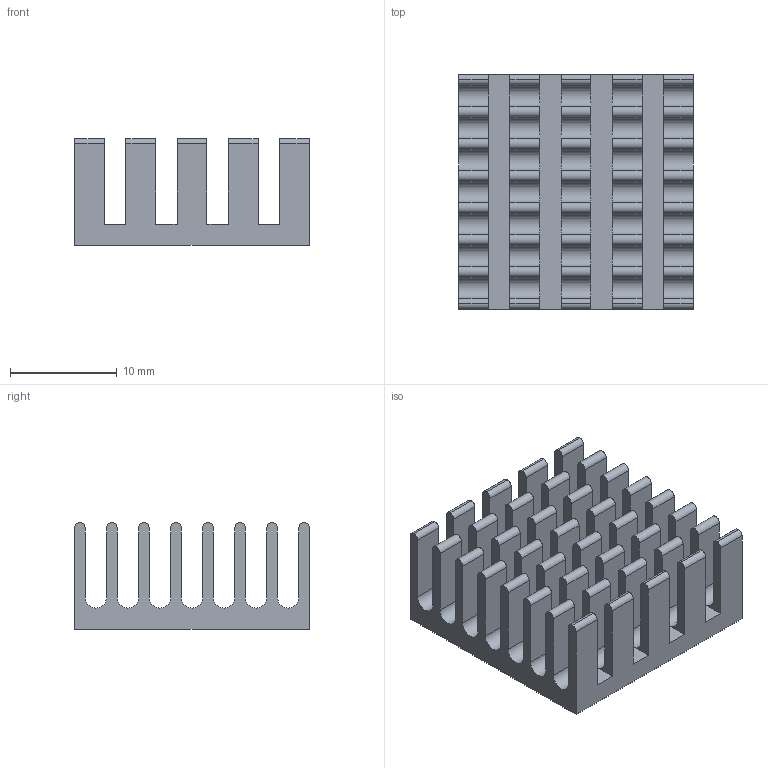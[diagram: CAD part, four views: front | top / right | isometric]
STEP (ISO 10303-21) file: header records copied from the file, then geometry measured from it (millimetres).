
FILE_DESCRIPTION(('CATIA V5 STEP Exchange','CAx-IF Rec.Pracs.--- Model Styling and Organization---1.4--- 2014-01-23'),'2;1');
FILE_NAME('22mm-22mm-10mm heatsink.stp','2023-07-23T11:00:10+00:00',('none'),('none'),'CATIA Version 5-6 Release 2017','CATIA V5 STEP AP214','none');
FILE_SCHEMA(('AUTOMOTIVE_DESIGN { 1 0 10303 214 1 1 1 1 }'));
Length unit declared in the file: millimetre
Products named in the file (1): 22mm×22mm×10mm heatsink
Bounding box: 22 x 22 x 10 mm (x, y, z)
Volume: 1894 mm3; surface area: 3465.3 mm2
Topology: 1 solids, 1 shells, 228 faces, 622 edges, 396 vertices
Faces by surface type: plane 143, cylinder 85
Entity records: 6359 total; most frequent: ORIENTED_EDGE 1244, CARTESIAN_POINT 1072, DIRECTION 728, EDGE_CURVE 622, VECTOR 396, LINE 396, VERTEX_POINT 396, AXIS2_PLACEMENT_3D 280
